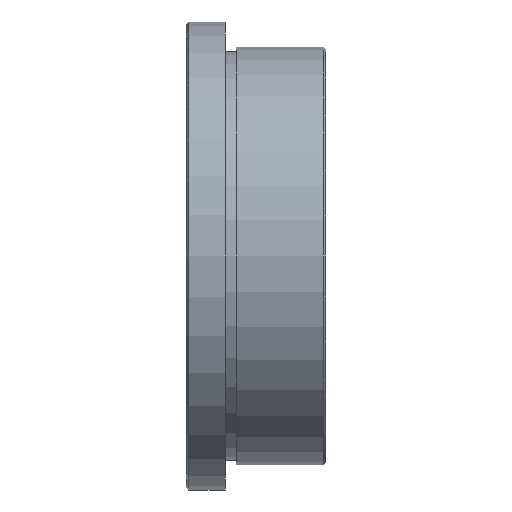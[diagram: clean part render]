
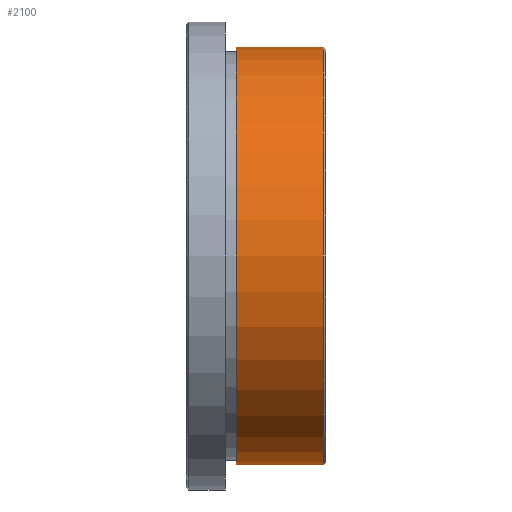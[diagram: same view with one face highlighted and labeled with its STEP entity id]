
A CAD part, left-side view. The second image highlights one B-rep face of the part: STEP entity #2100.
In plain terms, the highlighted cylindrical face has radius 4.763 mm (diameter 9.525 mm), a partial arc.
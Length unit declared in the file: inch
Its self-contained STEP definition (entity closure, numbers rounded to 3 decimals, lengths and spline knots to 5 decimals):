
#25 = DIRECTION ( 'NONE',  ( 0., 1., 0. ) ) ;
#39 = DIRECTION ( 'NONE',  ( 0., 0., 1. ) ) ;
#188 = CARTESIAN_POINT ( 'NONE',  ( 0., 0.002, -0.1875 ) ) ;
#286 = ORIENTED_EDGE ( 'NONE', *, *, #1116, .F. ) ;
#314 = FACE_OUTER_BOUND ( 'NONE', #698, .T. ) ;
#373 = CARTESIAN_POINT ( 'NONE',  ( 0., 0.002, 0.1875 ) ) ;
#501 = CARTESIAN_POINT ( 'NONE',  ( 0., 0.08, 0.1875 ) ) ;
#514 = VERTEX_POINT ( 'NONE', #188 ) ;
#538 = VECTOR ( 'NONE', #923, 39.37008 ) ;
#588 = CARTESIAN_POINT ( 'NONE',  ( 0., 0.002, 0. ) ) ;
#591 = EDGE_CURVE ( 'NONE', #1938, #942, #1086, .T. ) ;
#613 = CARTESIAN_POINT ( 'NONE',  ( 0., 0.09, -0.1875 ) ) ;
#671 = DIRECTION ( 'NONE',  ( 0., -1., 0. ) ) ;
#698 = EDGE_LOOP ( 'NONE', ( #286, #1535, #1391, #1502 ) ) ;
#741 = DIRECTION ( 'NONE',  ( 0., 1., 0. ) ) ;
#807 = AXIS2_PLACEMENT_3D ( 'NONE', #995, #671, #1868 ) ;
#900 = CARTESIAN_POINT ( 'NONE',  ( 0., 0.08, 0. ) ) ;
#923 = DIRECTION ( 'NONE',  ( 0., -1., 0. ) ) ;
#942 = VERTEX_POINT ( 'NONE', #501 ) ;
#966 = CYLINDRICAL_SURFACE ( 'NONE', #807, 0.1875 ) ;
#995 = CARTESIAN_POINT ( 'NONE',  ( 0., 0.09, 0. ) ) ;
#1000 = VERTEX_POINT ( 'NONE', #373 ) ;
#1031 = VECTOR ( 'NONE', #1301, 39.37008 ) ;
#1086 = CIRCLE ( 'NONE', #2011, 0.1875 ) ;
#1116 = EDGE_CURVE ( 'NONE', #942, #1000, #1345, .T. ) ;
#1255 = CIRCLE ( 'NONE', #2198, 0.1875 ) ;
#1301 = DIRECTION ( 'NONE',  ( 0., -1., 0. ) ) ;
#1345 = LINE ( 'NONE', #1928, #538 ) ;
#1391 = ORIENTED_EDGE ( 'NONE', *, *, #2044, .T. ) ;
#1434 = EDGE_CURVE ( 'NONE', #514, #1000, #1255, .T. ) ;
#1502 = ORIENTED_EDGE ( 'NONE', *, *, #1434, .T. ) ;
#1535 = ORIENTED_EDGE ( 'NONE', *, *, #591, .F. ) ;
#1868 = DIRECTION ( 'NONE',  ( 0., 0., -1. ) ) ;
#1928 = CARTESIAN_POINT ( 'NONE',  ( 0., 0.09, 0.1875 ) ) ;
#1931 = DIRECTION ( 'NONE',  ( 0., 0., 1. ) ) ;
#1938 = VERTEX_POINT ( 'NONE', #2082 ) ;
#1946 = LINE ( 'NONE', #613, #1031 ) ;
#2011 = AXIS2_PLACEMENT_3D ( 'NONE', #900, #25, #39 ) ;
#2044 = EDGE_CURVE ( 'NONE', #1938, #514, #1946, .T. ) ;
#2082 = CARTESIAN_POINT ( 'NONE',  ( 0., 0.08, -0.1875 ) ) ;
#2100 = ADVANCED_FACE ( 'NONE', ( #314 ), #966, .T. ) ;
#2198 = AXIS2_PLACEMENT_3D ( 'NONE', #588, #741, #1931 ) ;
